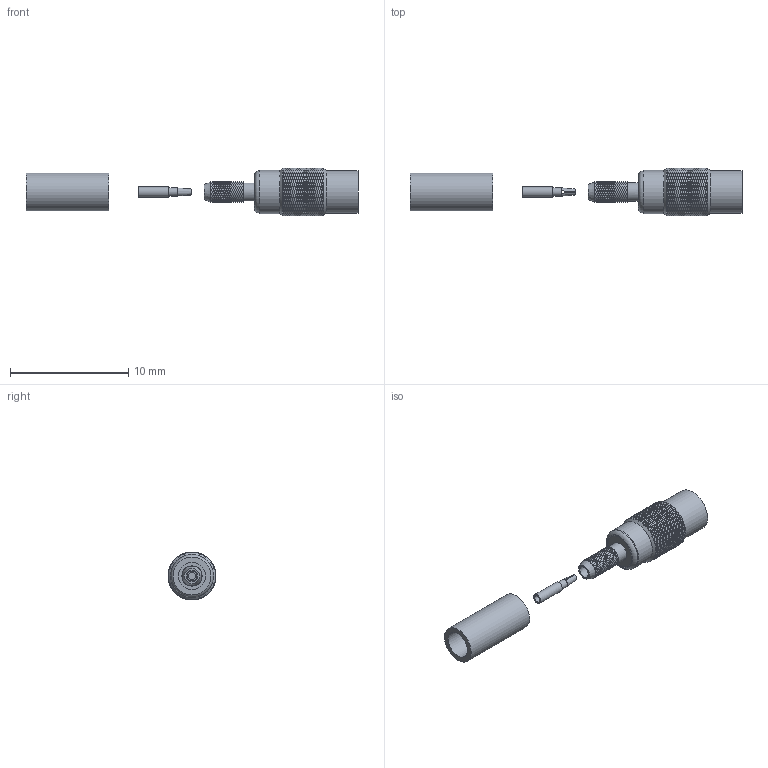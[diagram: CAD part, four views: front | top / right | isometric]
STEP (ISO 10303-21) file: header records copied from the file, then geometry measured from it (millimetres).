
FILE_DESCRIPTION(/* description */ ('Unknown'),/* implementation_level */ '2;1');
FILE_NAME(/* name */ '66026021110420',/* time_stamp */ '2019-03-21T09:47:04+01:00',/* author */ ('Unknown'),/* organization */ ('Unknown'),/* preprocessor_version */ 'ST-DEVELOPER v16.7',/* originating_system */ 'DEX',/* authorisation */ $);
FILE_SCHEMA (('AUTOMOTIVE_DESIGN {1 0 10303 214 3 1 1}'));
Products named in the file (1): 66026021110420
Bounding box: 28.1 x 4.06 x 4.06 mm (x, y, z)
Volume: 108.3 mm3; surface area: 499.7 mm2
Topology: 3 solids, 3 shells, 6796 faces, 13780 edges, 6958 vertices
Faces by surface type: bspline 5250, cylinder 1383, plane 148, cone 14, torus 1
Full cylindrical faces by diameter (mm): 0.6 x1, 0.7 x2, 0.85 x1, 1 x1, 1.5 x1, 1.56 x1, 1.6 x1, 2.3 x1, 2.7 x1, 2.9 x1, 3.06 x1, 3.2 x1, 3.6 x1, 3.66 x1
Entity records: 381711 total; most frequent: CARTESIAN_POINT 252125, ORIENTED_EDGE 27476, EDGE_CURVE 13738, VERTEX_POINT 6944, EDGE_LOOP 6836, FACE_BOUND 6836, ADVANCED_FACE 6796, STYLED_ITEM 6777
